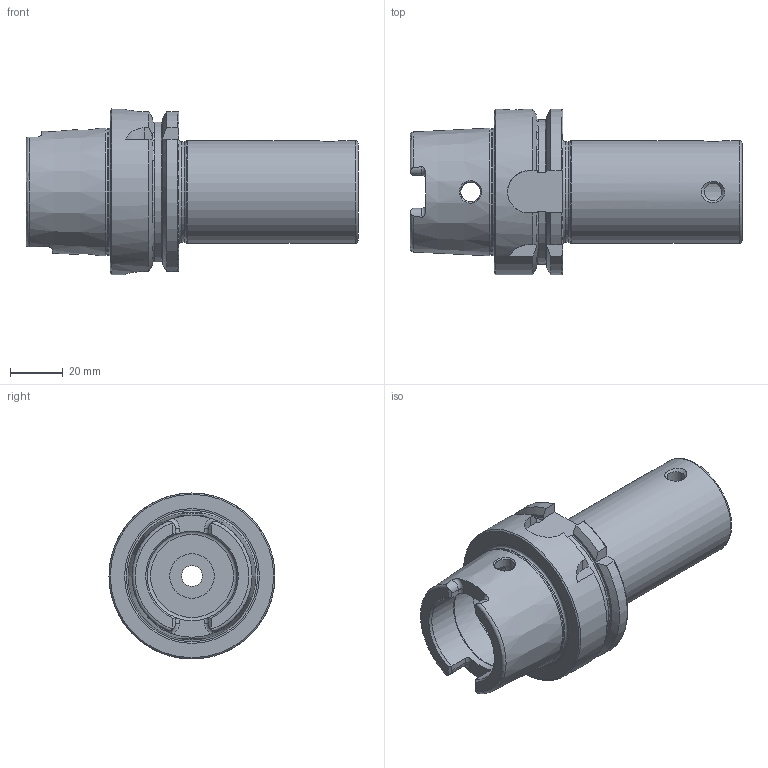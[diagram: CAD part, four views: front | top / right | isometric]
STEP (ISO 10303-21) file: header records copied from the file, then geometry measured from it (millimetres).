
FILE_DESCRIPTION(/* description */ (''),/* implementation_level */ '2;1');
FILE_NAME(/* name */ '01-0803_HSK63A-S22-94.stp',/* time_stamp */ '2025-01-17T10:31:50+09:00',/* author */ ('SSKT'),/* organization */ (''),/* preprocessor_version */ 'ST-DEVELOPER v20',/* originating_system */ 'Autodesk Inventor 2025',/* authorisation */ '');
FILE_SCHEMA (('AUTOMOTIVE_DESIGN { 1 0 10303 214 3 1 1 }'));
Length unit declared in the file: millimetre
Products named in the file (1): HSK63A
Bounding box: 126 x 63 x 63 mm (x, y, z)
Volume: 150134.7 mm3; surface area: 33678.1 mm2
Topology: 1 solids, 1 shells, 120 faces, 325 edges, 212 vertices
Faces by surface type: plane 42, cylinder 36, torus 24, cone 16, bspline 2
Full cylindrical faces by diameter (mm): 6.647 x2, 7.5 x2, 8 x1, 10 x1, 16.917 x1, 19 x1, 22 x1, 23.2 x1, 34 x2, 38 x1, 39 x1, 40 x1, 48.041 x1, 63 x1
Entity records: 4660 total; most frequent: CARTESIAN_POINT 1622, ORIENTED_EDGE 650, DIRECTION 619, EDGE_CURVE 325, AXIS2_PLACEMENT_3D 255, VERTEX_POINT 212, EDGE_LOOP 135, CIRCLE 128
